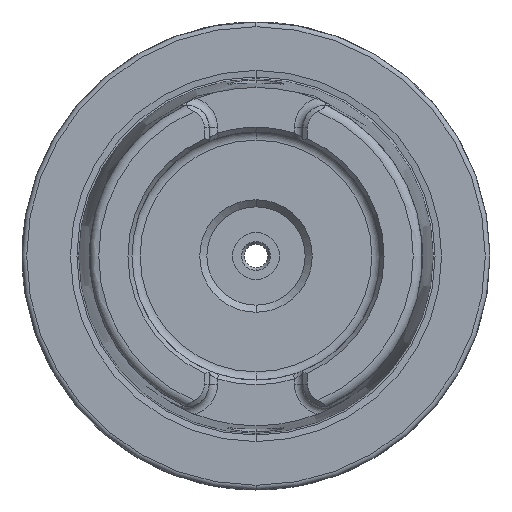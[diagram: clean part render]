
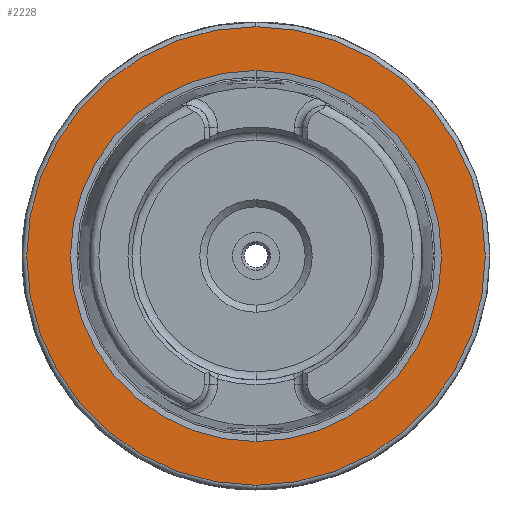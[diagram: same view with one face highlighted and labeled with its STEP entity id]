
A CAD part, left-side view. The second image highlights one B-rep face of the part: STEP entity #2228.
In plain terms, the highlighted planar face has unit normal (-1, 0, 0).
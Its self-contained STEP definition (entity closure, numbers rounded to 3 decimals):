
#74 = AXIS2_PLACEMENT_3D ( 'NONE', #620, #5102, #1275 ) ;
#132 = DIRECTION ( 'NONE',  ( 1., 0., 0. ) ) ;
#398 = ORIENTED_EDGE ( 'NONE', *, *, #524, .F. ) ;
#524 = EDGE_CURVE ( 'NONE', #2346, #4651, #1201, .T. ) ;
#620 = CARTESIAN_POINT ( 'NONE',  ( 0.05, 0., 0. ) ) ;
#633 = CIRCLE ( 'NONE', #7602, 39.647 ) ;
#831 = DIRECTION ( 'NONE',  ( -1., 0., 0. ) ) ;
#1029 = DIRECTION ( 'NONE',  ( 1., 0., 0. ) ) ;
#1201 = CIRCLE ( 'NONE', #4580, 49. ) ;
#1275 = DIRECTION ( 'NONE',  ( 0., 0., -1. ) ) ;
#1377 = DIRECTION ( 'NONE',  ( 1., 0., 0. ) ) ;
#1621 = EDGE_LOOP ( 'NONE', ( #3159, #4548 ) ) ;
#2089 = CARTESIAN_POINT ( 'NONE',  ( 0.05, 39.647, 0. ) ) ;
#2097 = EDGE_CURVE ( 'NONE', #2652, #3626, #633, .T. ) ;
#2126 = CARTESIAN_POINT ( 'NONE',  ( 0.05, 0., 39.647 ) ) ;
#2228 = ADVANCED_FACE ( 'NONE', ( #3634, #5144 ), #2738, .T. ) ;
#2346 = VERTEX_POINT ( 'NONE', #3944 ) ;
#2408 = ORIENTED_EDGE ( 'NONE', *, *, #7733, .F. ) ;
#2611 = CIRCLE ( 'NONE', #74, 49. ) ;
#2652 = VERTEX_POINT ( 'NONE', #2126 ) ;
#2738 = PLANE ( 'NONE',  #3539 ) ;
#3159 = ORIENTED_EDGE ( 'NONE', *, *, #2097, .T. ) ;
#3539 = AXIS2_PLACEMENT_3D ( 'NONE', #2089, #831, #5308 ) ;
#3626 = VERTEX_POINT ( 'NONE', #7103 ) ;
#3634 = FACE_BOUND ( 'NONE', #1621, .T. ) ;
#3944 = CARTESIAN_POINT ( 'NONE',  ( 0.05, 0., -49. ) ) ;
#3978 = CARTESIAN_POINT ( 'NONE',  ( 0.05, 0., 0. ) ) ;
#4437 = EDGE_CURVE ( 'NONE', #3626, #2652, #5972, .T. ) ;
#4548 = ORIENTED_EDGE ( 'NONE', *, *, #4437, .T. ) ;
#4580 = AXIS2_PLACEMENT_3D ( 'NONE', #3978, #132, #4627 ) ;
#4627 = DIRECTION ( 'NONE',  ( 0., 0., -1. ) ) ;
#4651 = VERTEX_POINT ( 'NONE', #6381 ) ;
#4853 = AXIS2_PLACEMENT_3D ( 'NONE', #4859, #1029, #5505 ) ;
#4859 = CARTESIAN_POINT ( 'NONE',  ( 0.05, 0., 0. ) ) ;
#5102 = DIRECTION ( 'NONE',  ( 1., 0., 0. ) ) ;
#5144 = FACE_OUTER_BOUND ( 'NONE', #7261, .T. ) ;
#5207 = CARTESIAN_POINT ( 'NONE',  ( 0.05, 0., 0. ) ) ;
#5308 = DIRECTION ( 'NONE',  ( 0., 0., 1. ) ) ;
#5505 = DIRECTION ( 'NONE',  ( 0., 0., -1. ) ) ;
#5858 = DIRECTION ( 'NONE',  ( 0., 0., -1. ) ) ;
#5972 = CIRCLE ( 'NONE', #4853, 39.647 ) ;
#6381 = CARTESIAN_POINT ( 'NONE',  ( 0.05, 0., 49. ) ) ;
#7103 = CARTESIAN_POINT ( 'NONE',  ( 0.05, 0., -39.647 ) ) ;
#7261 = EDGE_LOOP ( 'NONE', ( #398, #2408 ) ) ;
#7602 = AXIS2_PLACEMENT_3D ( 'NONE', #5207, #1377, #5858 ) ;
#7733 = EDGE_CURVE ( 'NONE', #4651, #2346, #2611, .T. ) ;
